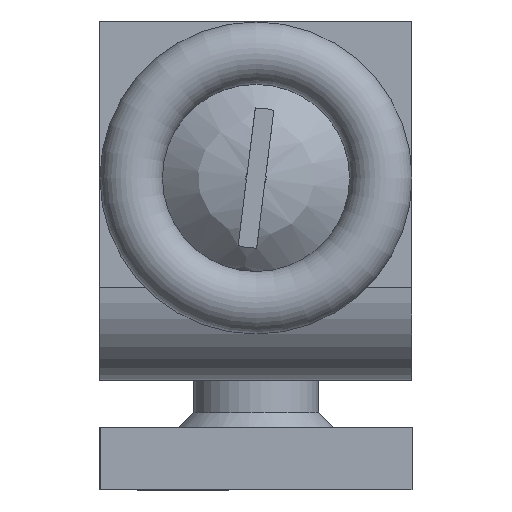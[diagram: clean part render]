
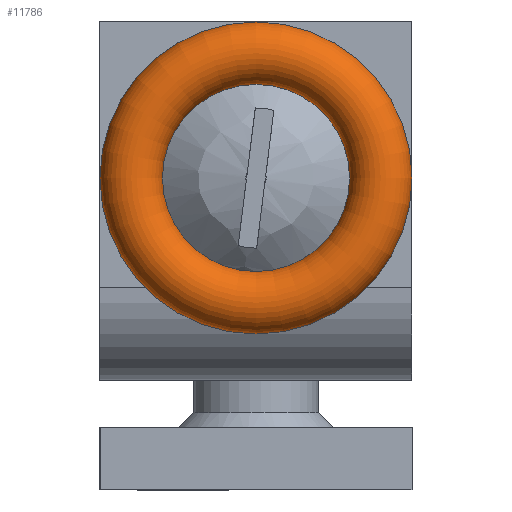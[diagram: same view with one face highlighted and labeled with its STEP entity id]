
A CAD part, front view. The second image highlights one B-rep face of the part: STEP entity #11786.
In plain terms, the highlighted toroidal (fillet/blend) face has major radius 8 mm and minor radius 2 mm.
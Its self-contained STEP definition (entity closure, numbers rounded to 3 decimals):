
#1840=TOROIDAL_SURFACE('',#12702,8.,2.);
#1970=FACE_OUTER_BOUND('',#2672,.T.);
#2672=EDGE_LOOP('',(#7201,#7202,#7203,#7204,#7205));
#3606=CIRCLE('',#12700,10.);
#3608=CIRCLE('',#12703,2.);
#3609=CIRCLE('',#12704,6.);
#3610=CIRCLE('',#12705,6.);
#3741=VERTEX_POINT('',#15428);
#3743=VERTEX_POINT('',#15434);
#3744=VERTEX_POINT('',#15436);
#5110=EDGE_CURVE('',#3741,#3741,#3606,.T.);
#5113=EDGE_CURVE('',#3741,#3743,#3608,.T.);
#5114=EDGE_CURVE('',#3743,#3744,#3609,.T.);
#5115=EDGE_CURVE('',#3744,#3743,#3610,.T.);
#7201=ORIENTED_EDGE('',*,*,#5110,.T.);
#7202=ORIENTED_EDGE('',*,*,#5113,.T.);
#7203=ORIENTED_EDGE('',*,*,#5114,.T.);
#7204=ORIENTED_EDGE('',*,*,#5115,.T.);
#7205=ORIENTED_EDGE('',*,*,#5113,.F.);
#11786=ADVANCED_FACE('',(#1970),#1840,.T.);
#12700=AXIS2_PLACEMENT_3D('',#15429,#13629,#13630);
#12702=AXIS2_PLACEMENT_3D('',#15433,#13634,#13635);
#12703=AXIS2_PLACEMENT_3D('',#15435,#13636,#13637);
#12704=AXIS2_PLACEMENT_3D('',#15437,#13638,#13639);
#12705=AXIS2_PLACEMENT_3D('',#15438,#13640,#13641);
#13629=DIRECTION('center_axis',(0.,0.,1.));
#13630=DIRECTION('ref_axis',(-1.,0.,0.));
#13634=DIRECTION('center_axis',(0.,0.,-1.));
#13635=DIRECTION('ref_axis',(-1.,0.,0.));
#13636=DIRECTION('center_axis',(0.,-1.,0.));
#13637=DIRECTION('ref_axis',(1.,0.,0.));
#13638=DIRECTION('center_axis',(0.,0.,-1.));
#13639=DIRECTION('ref_axis',(-1.,0.,0.));
#13640=DIRECTION('center_axis',(0.,0.,-1.));
#13641=DIRECTION('ref_axis',(-1.,0.,0.));
#15428=CARTESIAN_POINT('',(10.,0.,10.));
#15429=CARTESIAN_POINT('Origin',(0.,0.,10.));
#15433=CARTESIAN_POINT('Origin',(0.,0.,10.));
#15434=CARTESIAN_POINT('',(6.,0.,10.));
#15435=CARTESIAN_POINT('Origin',(8.,0.,10.));
#15436=CARTESIAN_POINT('',(-6.,0.,10.));
#15437=CARTESIAN_POINT('Origin',(0.,0.,10.));
#15438=CARTESIAN_POINT('Origin',(0.,0.,10.));
